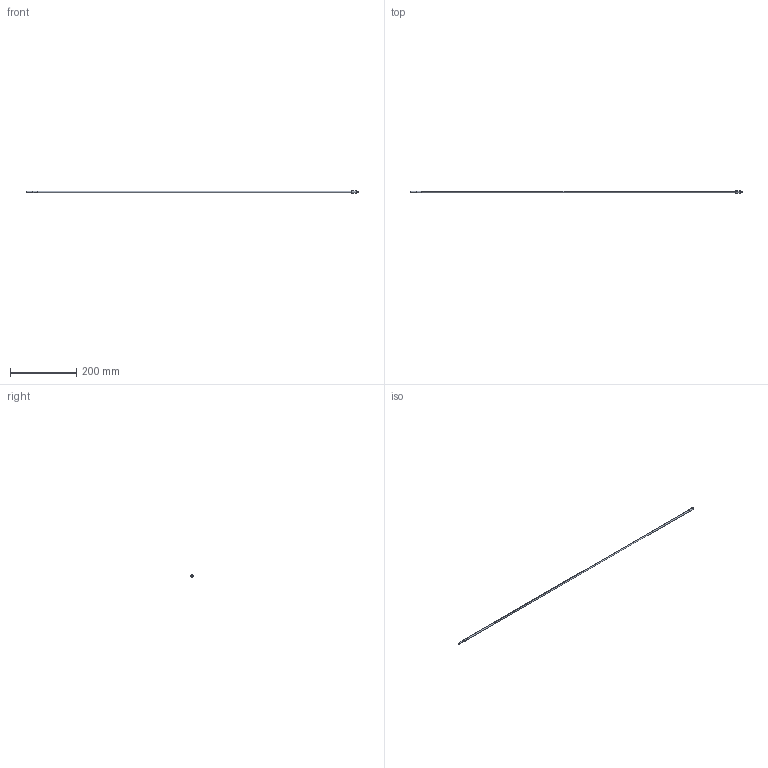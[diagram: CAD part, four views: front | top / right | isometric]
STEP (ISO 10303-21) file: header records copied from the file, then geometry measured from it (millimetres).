
FILE_DESCRIPTION (( 'STEP AP214' ), '1' );
FILE_NAME ('OPT2084.STEP', '2016-02-24T14:39:52', ( '' ), ( '' ), 'SwSTEP 2.0', 'SolidWorks 2014', '' );
FILE_SCHEMA (( 'AUTOMOTIVE_DESIGN' ));
Length unit declared in the file: inch
Products named in the file (1): OPT2084
Bounding box: 1000 x 6.5 x 6.5 mm (x, y, z)
Volume: 19010.6 mm3; surface area: 15497 mm2
Topology: 1 solids, 1 shells, 27 faces, 52 edges, 30 vertices
Faces by surface type: cylinder 12, cone 6, plane 5, torus 4
Entity records: 1079 total; most frequent: DIRECTION 142, CARTESIAN_POINT 110, ORIENTED_EDGE 104, AXIS2_PLACEMENT_3D 62, EDGE_CURVE 52, CIRCLE 34, EDGE_LOOP 30, DIMENSIONAL_EXPONENTS 30
